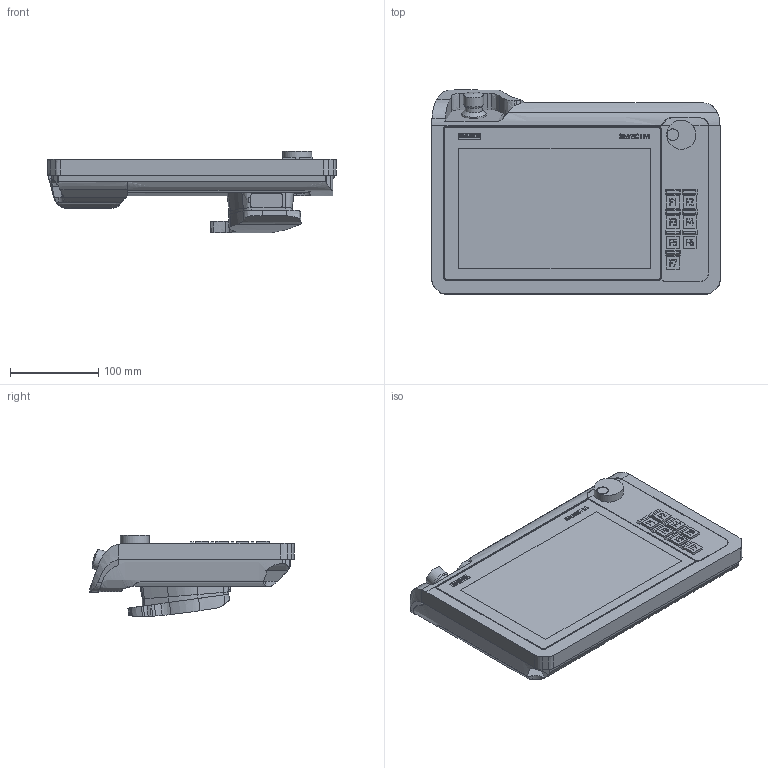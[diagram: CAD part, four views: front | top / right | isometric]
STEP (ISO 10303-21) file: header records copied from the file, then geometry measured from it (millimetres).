
FILE_DESCRIPTION(/* description */ (''),/* implementation_level */ '2;1');
FILE_NAME(/* name */ '6AV2145-6KM00-0AA0_3d.stp',/* time_stamp */ '2023-09-12T19:29:42+08:00',/* author */ (''),/* organization */ (''),/* preprocessor_version */ 'ST-DEVELOPER v18.102',/* originating_system */ 'SIEMENS PLM Software NX 2023',/* authorisation */ '');
FILE_SCHEMA (('AUTOMOTIVE_DESIGN { 1 0 10303 214 3 1 1 1 }'));
Products named in the file (4): A5E53160100A_RS-AA_001_1-Cover_Box; A5E53160012A_RS-AA_001_2-Labeling; A5E53160009A_RS-AA_001_2-Box; A5E53159961A_RS-AA_001_2-CAx_6AV21456KM000AA0
Assembly tree (3 placements, depth 2):
  A5E53159961A_RS-AA_001_2-CAx_6AV21456KM000AA0
    A5E53160009A_RS-AA_001_2-Box
    A5E53160012A_RS-AA_001_2-Labeling
    A5E53160100A_RS-AA_001_1-Cover_Box
Bounding box: 327.17 x 231.71 x 92.87 mm (x, y, z)
Volume: 2805467.8 mm3; surface area: 256710.3 mm2
Topology: 78 solids, 78 shells, 1369 faces, 3467 edges, 2304 vertices
Faces by surface type: plane 1028, extrusion 282, cylinder 45, bspline 8, cone 5, revolution 1
Full cylindrical faces by diameter (mm): 4.2 x1, 4.25 x1, 7.734 x2, 13.229 x1, 19.85 x1, 22.841 x1, 28 x1, 33 x1
Entity records: 57133 total; most frequent: CARTESIAN_POINT 20153, ORIENTED_EDGE 6896, DIRECTION 4358, EDGE_CURVE 3448, VERTEX_POINT 2300, B_SPLINE_CURVE_WITH_KNOTS 1946, VECTOR 1937, LINE 1655
